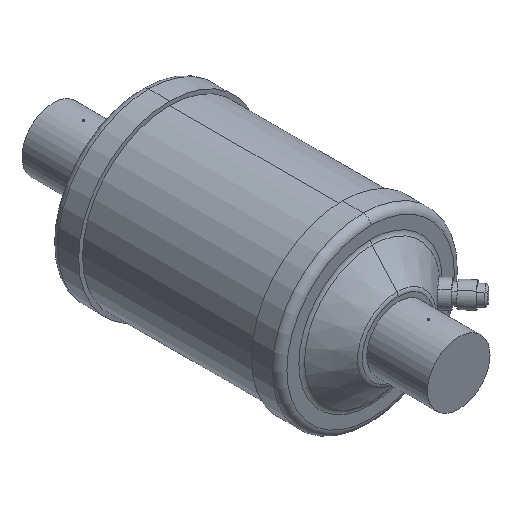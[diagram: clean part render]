
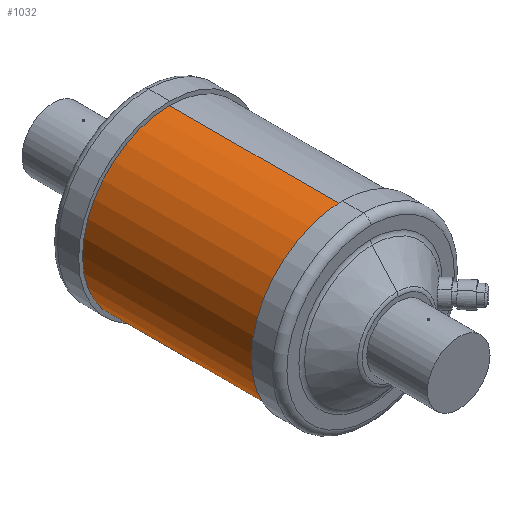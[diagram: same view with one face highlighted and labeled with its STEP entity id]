
A CAD part, isometric view. The second image highlights one B-rep face of the part: STEP entity #1032.
In plain terms, the highlighted cylindrical face has radius 44.45 mm (diameter 88.9 mm), a partial arc.
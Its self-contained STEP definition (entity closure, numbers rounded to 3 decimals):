
#183 = VECTOR ( 'NONE', #2489, 1000. ) ;
#333 = CARTESIAN_POINT ( 'NONE',  ( 0., -42.1, 0. ) ) ;
#431 = VERTEX_POINT ( 'NONE', #669 ) ;
#439 = CARTESIAN_POINT ( 'NONE',  ( 0., 46.1, 44.45 ) ) ;
#440 = CARTESIAN_POINT ( 'NONE',  ( 0., -42.1, -44.45 ) ) ;
#458 = VERTEX_POINT ( 'NONE', #882 ) ;
#582 = VECTOR ( 'NONE', #1860, 1000. ) ;
#669 = CARTESIAN_POINT ( 'NONE',  ( 0., 46.1, -44.45 ) ) ;
#686 = DIRECTION ( 'NONE',  ( 0., 0., -1. ) ) ;
#690 = DIRECTION ( 'NONE',  ( 0., 1., 0. ) ) ;
#812 = ORIENTED_EDGE ( 'NONE', *, *, #2282, .T. ) ;
#877 = CIRCLE ( 'NONE', #2177, 44.45 ) ;
#878 = LINE ( 'NONE', #1106, #582 ) ;
#882 = CARTESIAN_POINT ( 'NONE',  ( 0., -42.1, 44.45 ) ) ;
#905 = DIRECTION ( 'NONE',  ( 1., 0., 0. ) ) ;
#972 = LINE ( 'NONE', #2308, #183 ) ;
#1032 = ADVANCED_FACE ( 'NONE', ( #1411 ), #1655, .T. ) ;
#1034 = CARTESIAN_POINT ( 'NONE',  ( 0., 54., 0. ) ) ;
#1080 = DIRECTION ( 'NONE',  ( 0., -1., 0. ) ) ;
#1106 = CARTESIAN_POINT ( 'NONE',  ( 0., 54., -44.45 ) ) ;
#1196 = EDGE_CURVE ( 'NONE', #431, #1718, #878, .T. ) ;
#1246 = ORIENTED_EDGE ( 'NONE', *, *, #1196, .T. ) ;
#1319 = ORIENTED_EDGE ( 'NONE', *, *, #1335, .F. ) ;
#1335 = EDGE_CURVE ( 'NONE', #2250, #458, #972, .T. ) ;
#1411 = FACE_OUTER_BOUND ( 'NONE', #1941, .T. ) ;
#1555 = EDGE_CURVE ( 'NONE', #1718, #458, #2046, .T. ) ;
#1619 = ORIENTED_EDGE ( 'NONE', *, *, #1555, .T. ) ;
#1655 = CYLINDRICAL_SURFACE ( 'NONE', #2490, 44.45 ) ;
#1718 = VERTEX_POINT ( 'NONE', #440 ) ;
#1832 = DIRECTION ( 'NONE',  ( -1., 0., 0. ) ) ;
#1860 = DIRECTION ( 'NONE',  ( 0., -1., 0. ) ) ;
#1941 = EDGE_LOOP ( 'NONE', ( #1319, #812, #1246, #1619 ) ) ;
#2001 = DIRECTION ( 'NONE',  ( 0., -1., 0. ) ) ;
#2046 = CIRCLE ( 'NONE', #2165, 44.45 ) ;
#2165 = AXIS2_PLACEMENT_3D ( 'NONE', #333, #690, #905 ) ;
#2177 = AXIS2_PLACEMENT_3D ( 'NONE', #2411, #1080, #1832 ) ;
#2250 = VERTEX_POINT ( 'NONE', #439 ) ;
#2282 = EDGE_CURVE ( 'NONE', #2250, #431, #877, .T. ) ;
#2308 = CARTESIAN_POINT ( 'NONE',  ( 0., 54., 44.45 ) ) ;
#2411 = CARTESIAN_POINT ( 'NONE',  ( 0., 46.1, 0. ) ) ;
#2489 = DIRECTION ( 'NONE',  ( 0., -1., 0. ) ) ;
#2490 = AXIS2_PLACEMENT_3D ( 'NONE', #1034, #2001, #686 ) ;
